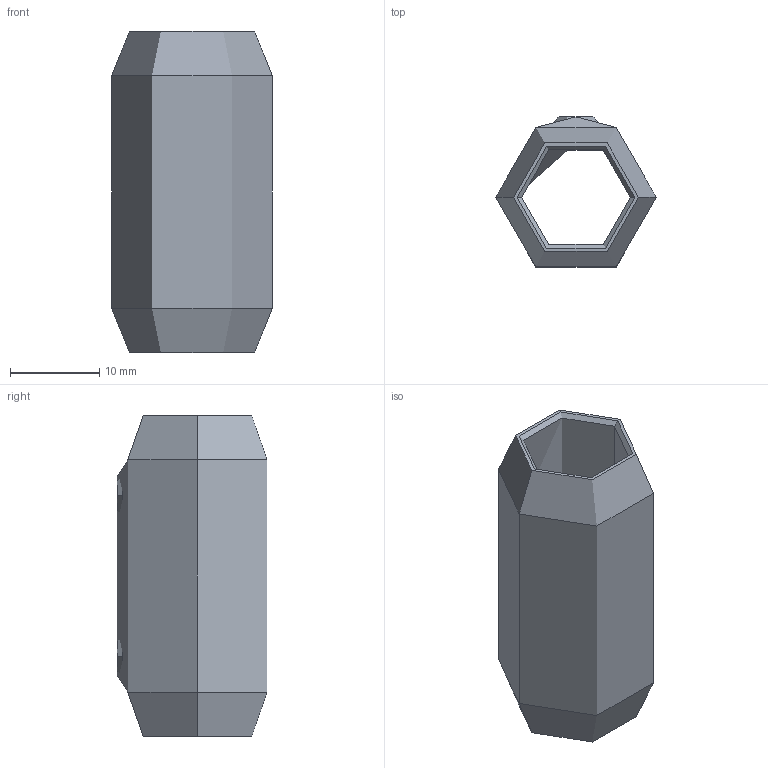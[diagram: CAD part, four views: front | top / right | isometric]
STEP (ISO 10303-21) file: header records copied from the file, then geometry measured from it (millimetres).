
FILE_DESCRIPTION (( 'STEP AP203' ), '1' );
FILE_NAME ('50485-240.step', '2020-09-29T13:13:49', ( '' ), ( '' ), 'SwSTEP 2.0', 'SolidWorks 2018', '' );
FILE_SCHEMA (( 'CONFIG_CONTROL_DESIGN' ));
Length unit declared in the file: millimetre
Products named in the file (7): DIN913; 5048X-240 Teil1; 50485-240; 5048X-240 Teil1_50485-240 Teil1; DIN913_DIN 913 M5x3
Assembly tree (5 placements, depth 2):
  5048X-240 Teil1
  50485-240
    5048X-240 Teil1_50485-240 Teil1
    DIN913_DIN 913 M5x3  x2
  50485-240
    DIN913
    DIN913
Bounding box: 18 x 16.79 x 36 mm (x, y, z)
Volume: 4415 mm3; surface area: 3650.2 mm2
Topology: 3 solids, 3 shells, 301 faces, 801 edges, 516 vertices
Faces by surface type: plane 132, bspline 105, cylinder 44, cone 20
Entity records: 16045 total; most frequent: CARTESIAN_POINT 9097, ORIENTED_EDGE 1494, DIRECTION 983, EDGE_CURVE 747, VERTEX_POINT 483, VECTOR 369, LINE 369, AXIS2_PLACEMENT_3D 307
